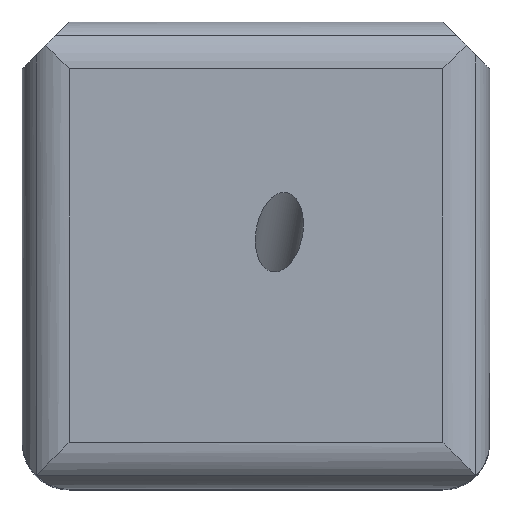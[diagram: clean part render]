
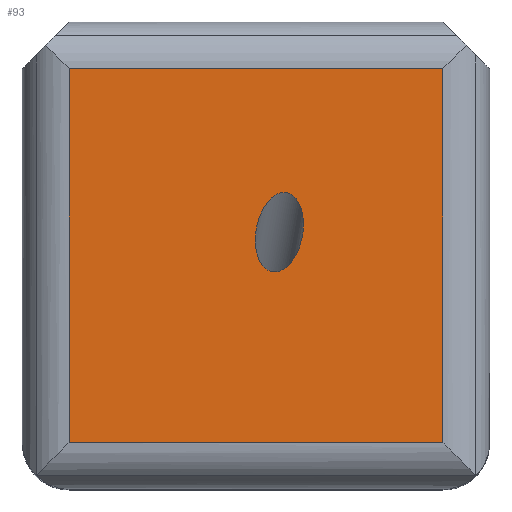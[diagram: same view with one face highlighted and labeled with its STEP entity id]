
A CAD part, top view. The second image highlights one B-rep face of the part: STEP entity #93.
In plain terms, the highlighted planar face has unit normal (0, 0, 1).
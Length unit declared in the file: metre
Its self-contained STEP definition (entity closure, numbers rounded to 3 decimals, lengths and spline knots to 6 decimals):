
#93=ADVANCED_FACE('0:595',(#200,#201),#202,.T.);
#200=FACE_OUTER_BOUND('',#323,.T.);
#201=FACE_BOUND('',#324,.T.);
#202=PLANE('',#325);
#323=EDGE_LOOP('',(#523,#524,#525,#526));
#324=EDGE_LOOP('',(#527,#528));
#325=AXIS2_PLACEMENT_3D('',#529,#530,#531);
#523=ORIENTED_EDGE('',*,*,#776,.F.);
#524=ORIENTED_EDGE('',*,*,#755,.F.);
#525=ORIENTED_EDGE('',*,*,#777,.F.);
#526=ORIENTED_EDGE('',*,*,#778,.F.);
#527=ORIENTED_EDGE('',*,*,#779,.T.);
#528=ORIENTED_EDGE('',*,*,#780,.T.);
#529=CARTESIAN_POINT('',(0.0,0.0,0.02));
#530=DIRECTION('',(0.0,0.0,1.0));
#531=DIRECTION('',(1.0,0.0,0.0));
#755=EDGE_CURVE('1:1709',#909,#911,#912,.T.);
#776=EDGE_CURVE('1:3207',#911,#941,#942,.T.);
#777=EDGE_CURVE('1:2699',#943,#909,#944,.T.);
#778=EDGE_CURVE('1:871',#941,#943,#945,.T.);
#779=EDGE_CURVE('5:453',#946,#947,#948,.T.);
#780=EDGE_CURVE('',#947,#946,#949,.T.);
#909=VERTEX_POINT('',#1106);
#911=VERTEX_POINT('',#1108);
#912=LINE('',#1109,#1110);
#941=VERTEX_POINT('',#1145);
#942=LINE('',#1146,#1147);
#943=VERTEX_POINT('',#1148);
#944=LINE('',#1149,#1150);
#945=LINE('',#1151,#1152);
#946=VERTEX_POINT('',#1153);
#947=VERTEX_POINT('',#1154);
#948=ELLIPSE('',#1155,0.001718,0.001);
#949=ELLIPSE('',#1156,0.001718,0.001);
#1106=CARTESIAN_POINT('',(-0.008,-0.008,0.02));
#1108=CARTESIAN_POINT('',(-0.008,0.008,0.02));
#1109=CARTESIAN_POINT('',(-0.008,0.0,0.02));
#1110=VECTOR('',#1295,1.0);
#1145=CARTESIAN_POINT('',(0.008,0.008,0.02));
#1146=CARTESIAN_POINT('',(0.0,0.008,0.02));
#1147=VECTOR('',#1323,1.0);
#1148=CARTESIAN_POINT('',(0.008,-0.008,0.02));
#1149=CARTESIAN_POINT('',(0.0,-0.008,0.02));
#1150=VECTOR('',#1324,1.0);
#1151=CARTESIAN_POINT('',(0.008,0.0,0.02));
#1152=VECTOR('',#1325,1.0);
#1153=CARTESIAN_POINT('',(0.000016,0.001179,0.02));
#1154=CARTESIAN_POINT('',(0.001984,0.000821,0.02));
#1155=AXIS2_PLACEMENT_3D('',#1326,#1327,#1328);
#1156=AXIS2_PLACEMENT_3D('',#1329,#1330,#1331);
#1295=DIRECTION('',(0.0,1.0,-0.0));
#1323=DIRECTION('',(1.0,0.0,0.0));
#1324=DIRECTION('',(-1.0,0.0,0.0));
#1325=DIRECTION('',(0.0,-1.0,0.0));
#1326=CARTESIAN_POINT('',(0.001,0.001,0.02));
#1327=DIRECTION('',(0.0,0.0,-1.0));
#1328=DIRECTION('',(0.179,0.984,0.0));
#1329=CARTESIAN_POINT('',(0.001,0.001,0.02));
#1330=DIRECTION('',(0.0,0.0,-1.0));
#1331=DIRECTION('',(0.179,0.984,0.0));
